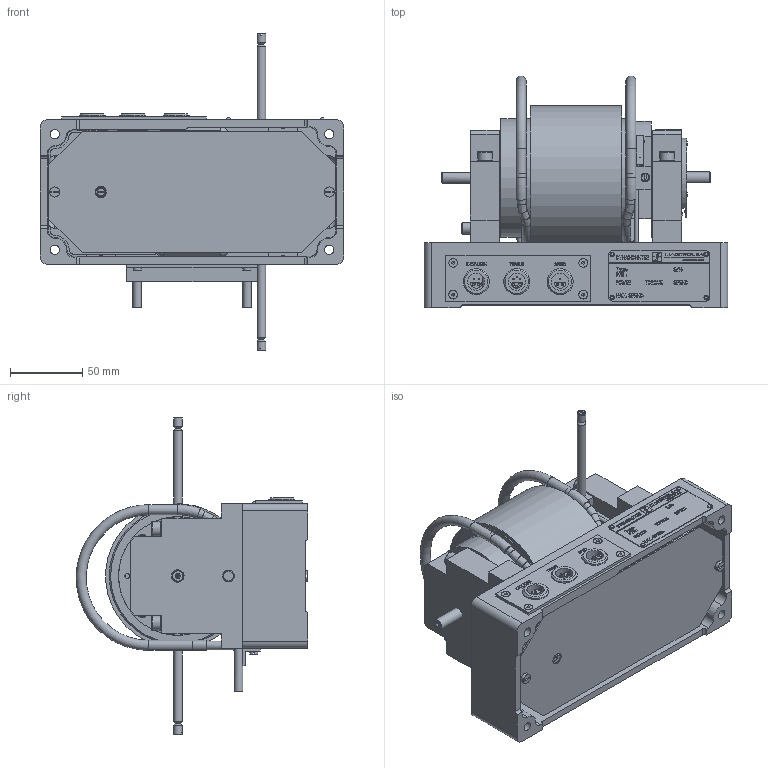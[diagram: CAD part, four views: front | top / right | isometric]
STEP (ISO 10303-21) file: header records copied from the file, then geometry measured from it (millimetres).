
FILE_DESCRIPTION (( 'STEP AP203' ), '1' );
FILE_NAME ('315-301-000-051_EF_3WB2.7-8K.STEP', '2014-07-09T10:05:04', ( 'ajoy' ), ( 'Microsoft' ), 'SwSTEP 2.0', 'SolidWorks 2014', '' );
FILE_SCHEMA (( 'CONFIG_CONTROL_DESIGN' ));
Products named in the file (1): 315-301-000-051_EF_3WB2.7-8K
Bounding box: 210 x 160.39 x 220 mm (x, y, z)
Surface area: 256009.8 mm2 (no closed solid volume)
Topology: 0 solids, 163 shells, 786 faces, 5285 edges, 4595 vertices
Faces by surface type: plane 495, cylinder 148, bspline 54, cone 50, sphere 21, torus 18
Full cylindrical faces by diameter (mm): 1 x8, 1.6 x2, 1.8 x7, 2.5 x2, 2.8 x4, 3 x3, 3.3 x2, 4 x4, 5 x2, 5.5 x2, 6 x12, 6.4 x4, 7 x7, 7.5 x2, 8 x10, 8.6 x1, 10 x10, 10.5 x4, 12 x3, 18 x3, 20 x1, 21 x2, 25 x1, 55 x1, 82 x3
Entity records: 60181 total; most frequent: CARTESIAN_POINT 25688, ORIENTED_EDGE 6094, DIRECTION 5396, EDGE_CURVE 5063, VERTEX_POINT 4541, VECTOR 2758, LINE 2758, B_SPLINE_CURVE_WITH_KNOTS 1677
